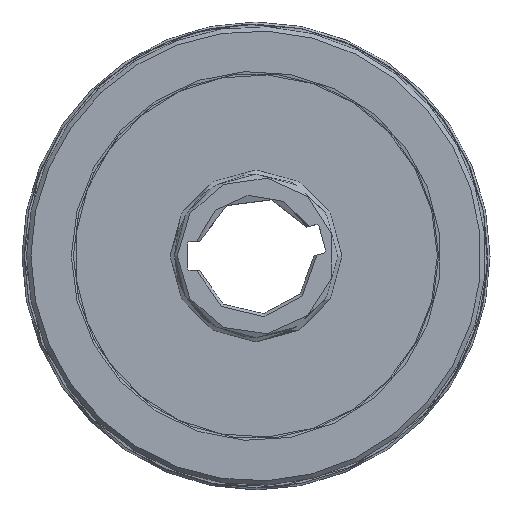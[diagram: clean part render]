
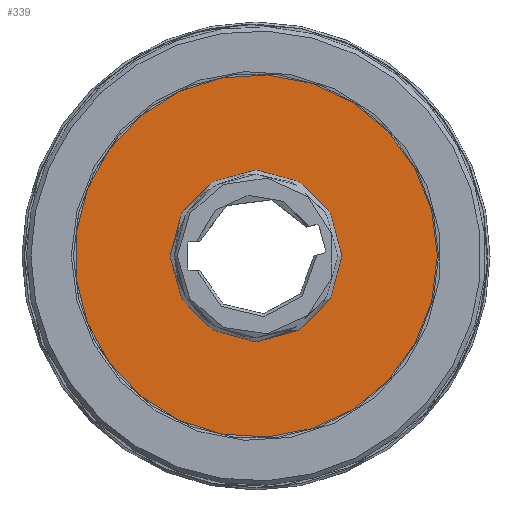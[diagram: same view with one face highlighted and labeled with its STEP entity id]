
A CAD part, top view. The second image highlights one B-rep face of the part: STEP entity #339.
In plain terms, the highlighted planar face has unit normal (0, 0, 1).
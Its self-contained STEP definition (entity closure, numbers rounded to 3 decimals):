
#89=PLANE('',#1318);
#228=CIRCLE('',#1310,29.5);
#229=CIRCLE('',#1312,62.303);
#339=ADVANCED_FACE('',(#498,#499),#89,.F.);
#498=FACE_BOUND('',#626,.T.);
#499=FACE_BOUND('',#627,.T.);
#626=EDGE_LOOP('',(#798));
#627=EDGE_LOOP('',(#799));
#798=ORIENTED_EDGE('',*,*,#1040,.T.);
#799=ORIENTED_EDGE('',*,*,#1041,.T.);
#942=VERTEX_POINT('',#2911);
#943=VERTEX_POINT('',#2914);
#1040=EDGE_CURVE('',#942,#942,#228,.T.);
#1041=EDGE_CURVE('',#943,#943,#229,.T.);
#1310=AXIS2_PLACEMENT_3D('',#2910,#1573,#1574);
#1312=AXIS2_PLACEMENT_3D('',#2913,#1577,#1578);
#1318=AXIS2_PLACEMENT_3D('',#2922,#1589,#1590);
#1573=DIRECTION('',(0.,0.,-1.));
#1574=DIRECTION('',(1.,0.,0.));
#1577=DIRECTION('',(0.,0.,1.));
#1578=DIRECTION('',(1.,0.,0.));
#1589=DIRECTION('',(0.,0.,-1.));
#1590=DIRECTION('',(1.,0.,0.));
#2910=CARTESIAN_POINT('',(0.,0.,-3.75));
#2911=CARTESIAN_POINT('',(29.5,0.,-3.75));
#2913=CARTESIAN_POINT('',(0.,0.,-3.75));
#2914=CARTESIAN_POINT('',(62.303,0.,-3.75));
#2922=CARTESIAN_POINT('',(-28.,0.,-3.75));
